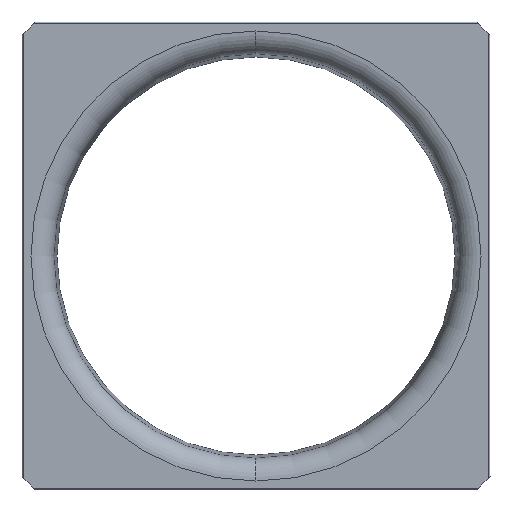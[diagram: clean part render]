
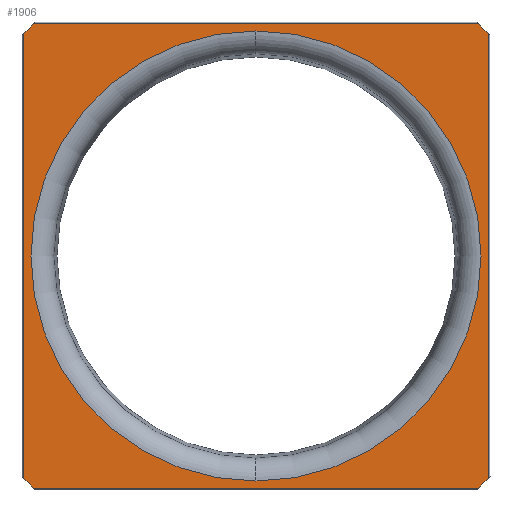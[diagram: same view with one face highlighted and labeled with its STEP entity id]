
A CAD part, front view. The second image highlights one B-rep face of the part: STEP entity #1906.
In plain terms, the highlighted planar face has unit normal (0, -1, 0).
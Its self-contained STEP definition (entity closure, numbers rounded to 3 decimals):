
#13 = ORIENTED_EDGE ( 'NONE', *, *, #1404, .T. ) ;
#72 = EDGE_CURVE ( 'NONE', #824, #313, #108, .T. ) ;
#108 = LINE ( 'NONE', #295, #1518 ) ;
#168 = AXIS2_PLACEMENT_3D ( 'NONE', #573, #366, #603 ) ;
#189 = ORIENTED_EDGE ( 'NONE', *, *, #2663, .F. ) ;
#196 = DIRECTION ( 'NONE',  ( 0., 0., 1. ) ) ;
#199 = VERTEX_POINT ( 'NONE', #2345 ) ;
#253 = VECTOR ( 'NONE', #1223, 1000. ) ;
#295 = CARTESIAN_POINT ( 'NONE',  ( 532.293, -2., 530.7 ) ) ;
#313 = VERTEX_POINT ( 'NONE', #2111 ) ;
#329 = VECTOR ( 'NONE', #2652, 1000. ) ;
#366 = DIRECTION ( 'NONE',  ( 0., -1., 0. ) ) ;
#377 = LINE ( 'NONE', #2261, #253 ) ;
#420 = VECTOR ( 'NONE', #1343, 1000. ) ;
#429 = CARTESIAN_POINT ( 'NONE',  ( -530.7, -2., -509.3 ) ) ;
#561 = ORIENTED_EDGE ( 'NONE', *, *, #1450, .T. ) ;
#573 = CARTESIAN_POINT ( 'NONE',  ( 0., -2., 0. ) ) ;
#589 = VERTEX_POINT ( 'NONE', #1826 ) ;
#603 = DIRECTION ( 'NONE',  ( 0., 0., -1. ) ) ;
#606 = CARTESIAN_POINT ( 'NONE',  ( -535., -2., 505. ) ) ;
#616 = VERTEX_POINT ( 'NONE', #2662 ) ;
#617 = CARTESIAN_POINT ( 'NONE',  ( 520., -2., -520. ) ) ;
#708 = CARTESIAN_POINT ( 'NONE',  ( -532.293, -2., -530.7 ) ) ;
#772 = ORIENTED_EDGE ( 'NONE', *, *, #1664, .F. ) ;
#824 = VERTEX_POINT ( 'NONE', #1305 ) ;
#844 = PLANE ( 'NONE',  #1665 ) ;
#900 = AXIS2_PLACEMENT_3D ( 'NONE', #1679, #2340, #1073 ) ;
#954 = CARTESIAN_POINT ( 'NONE',  ( 530.7, -2., 509.3 ) ) ;
#1019 = LINE ( 'NONE', #606, #2421 ) ;
#1028 = LINE ( 'NONE', #1430, #329 ) ;
#1034 = LINE ( 'NONE', #617, #1841 ) ;
#1051 = FACE_BOUND ( 'NONE', #1414, .T. ) ;
#1059 = EDGE_CURVE ( 'NONE', #199, #2750, #2516, .T. ) ;
#1073 = DIRECTION ( 'NONE',  ( 0., 0., -1. ) ) ;
#1110 = EDGE_CURVE ( 'NONE', #2474, #2059, #1034, .T. ) ;
#1128 = ORIENTED_EDGE ( 'NONE', *, *, #1110, .T. ) ;
#1132 = DIRECTION ( 'NONE',  ( -1., 0., 0. ) ) ;
#1136 = DIRECTION ( 'NONE',  ( 0.707, 0., -0.707 ) ) ;
#1176 = EDGE_CURVE ( 'NONE', #616, #313, #1019, .T. ) ;
#1223 = DIRECTION ( 'NONE',  ( -0.707, 0., 0.707 ) ) ;
#1231 = DIRECTION ( 'NONE',  ( 0.707, 0., 0.707 ) ) ;
#1305 = CARTESIAN_POINT ( 'NONE',  ( 509.3, -2., 530.7 ) ) ;
#1343 = DIRECTION ( 'NONE',  ( 1., 0., 0. ) ) ;
#1404 = EDGE_CURVE ( 'NONE', #616, #2230, #1028, .T. ) ;
#1405 = LINE ( 'NONE', #2099, #2113 ) ;
#1414 = EDGE_LOOP ( 'NONE', ( #1727, #1601 ) ) ;
#1430 = CARTESIAN_POINT ( 'NONE',  ( -530.7, -2., 532.293 ) ) ;
#1450 = EDGE_CURVE ( 'NONE', #2059, #1907, #1405, .T. ) ;
#1452 = DIRECTION ( 'NONE',  ( 0.707, 0., 0.707 ) ) ;
#1518 = VECTOR ( 'NONE', #1132, 1000. ) ;
#1547 = CARTESIAN_POINT ( 'NONE',  ( 505., -2., 535. ) ) ;
#1556 = EDGE_CURVE ( 'NONE', #589, #2474, #1784, .T. ) ;
#1601 = ORIENTED_EDGE ( 'NONE', *, *, #2471, .F. ) ;
#1621 = CARTESIAN_POINT ( 'NONE',  ( 509.3, -2., -530.7 ) ) ;
#1664 = EDGE_CURVE ( 'NONE', #589, #2230, #377, .T. ) ;
#1665 = AXIS2_PLACEMENT_3D ( 'NONE', #1699, #2560, #2199 ) ;
#1679 = CARTESIAN_POINT ( 'NONE',  ( 0., -2., 0. ) ) ;
#1699 = CARTESIAN_POINT ( 'NONE',  ( 0., -2., 0. ) ) ;
#1727 = ORIENTED_EDGE ( 'NONE', *, *, #1059, .F. ) ;
#1784 = LINE ( 'NONE', #708, #420 ) ;
#1826 = CARTESIAN_POINT ( 'NONE',  ( -509.3, -2., -530.7 ) ) ;
#1841 = VECTOR ( 'NONE', #1231, 1000. ) ;
#1849 = CIRCLE ( 'NONE', #168, 514.5 ) ;
#1896 = VECTOR ( 'NONE', #1136, 1000. ) ;
#1906 = ADVANCED_FACE ( 'NONE', ( #1051, #1912 ), #844, .F. ) ;
#1907 = VERTEX_POINT ( 'NONE', #954 ) ;
#1912 = FACE_OUTER_BOUND ( 'NONE', #2722, .T. ) ;
#1962 = LINE ( 'NONE', #1547, #1896 ) ;
#2059 = VERTEX_POINT ( 'NONE', #2256 ) ;
#2099 = CARTESIAN_POINT ( 'NONE',  ( 530.7, -2., -532.293 ) ) ;
#2111 = CARTESIAN_POINT ( 'NONE',  ( -509.3, -2., 530.7 ) ) ;
#2113 = VECTOR ( 'NONE', #196, 1000. ) ;
#2199 = DIRECTION ( 'NONE',  ( 0., 0., 1. ) ) ;
#2220 = ORIENTED_EDGE ( 'NONE', *, *, #72, .T. ) ;
#2230 = VERTEX_POINT ( 'NONE', #429 ) ;
#2256 = CARTESIAN_POINT ( 'NONE',  ( 530.7, -2., -509.3 ) ) ;
#2261 = CARTESIAN_POINT ( 'NONE',  ( -505., -2., -535. ) ) ;
#2272 = ORIENTED_EDGE ( 'NONE', *, *, #1176, .F. ) ;
#2340 = DIRECTION ( 'NONE',  ( 0., -1., 0. ) ) ;
#2345 = CARTESIAN_POINT ( 'NONE',  ( 0., -2., -514.5 ) ) ;
#2421 = VECTOR ( 'NONE', #1452, 1000. ) ;
#2471 = EDGE_CURVE ( 'NONE', #2750, #199, #1849, .T. ) ;
#2474 = VERTEX_POINT ( 'NONE', #1621 ) ;
#2516 = CIRCLE ( 'NONE', #900, 514.5 ) ;
#2560 = DIRECTION ( 'NONE',  ( 0., 1., 0. ) ) ;
#2648 = CARTESIAN_POINT ( 'NONE',  ( 0., -2., 514.5 ) ) ;
#2652 = DIRECTION ( 'NONE',  ( 0., 0., -1. ) ) ;
#2662 = CARTESIAN_POINT ( 'NONE',  ( -530.7, -2., 509.3 ) ) ;
#2663 = EDGE_CURVE ( 'NONE', #824, #1907, #1962, .T. ) ;
#2722 = EDGE_LOOP ( 'NONE', ( #189, #2220, #2272, #13, #772, #2744, #1128, #561 ) ) ;
#2744 = ORIENTED_EDGE ( 'NONE', *, *, #1556, .T. ) ;
#2750 = VERTEX_POINT ( 'NONE', #2648 ) ;
